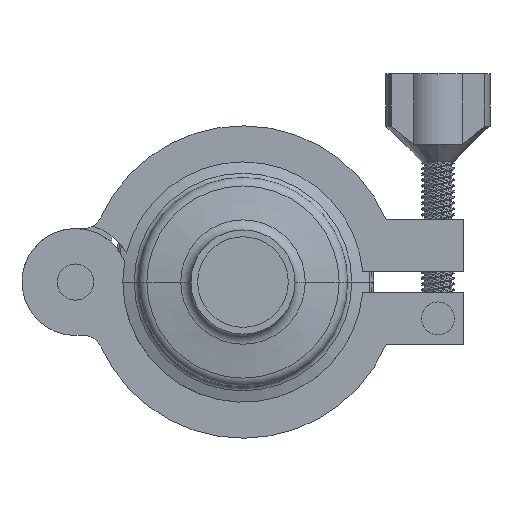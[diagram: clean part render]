
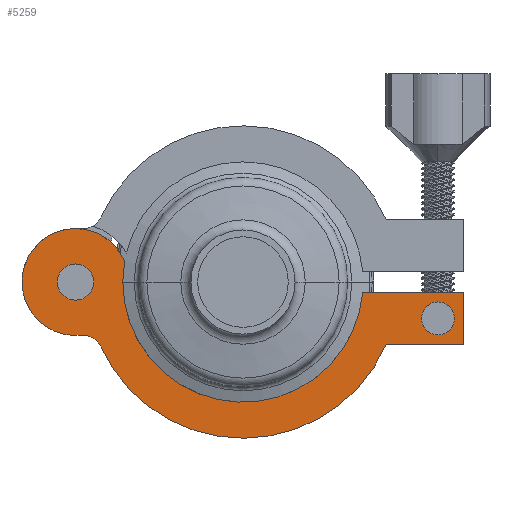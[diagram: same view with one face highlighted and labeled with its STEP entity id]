
A CAD part, front view. The second image highlights one B-rep face of the part: STEP entity #5259.
In plain terms, the highlighted planar face has unit normal (0, -1, 0).
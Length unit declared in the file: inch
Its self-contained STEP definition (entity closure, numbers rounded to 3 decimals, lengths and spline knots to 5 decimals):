
#90 = DIRECTION ( 'NONE',  ( 1., 0., 0. ) ) ;
#117 = CARTESIAN_POINT ( 'NONE',  ( 0., -0.33763, 0. ) ) ;
#165 = AXIS2_PLACEMENT_3D ( 'NONE', #10716, #4472, #90 ) ;
#219 = VERTEX_POINT ( 'NONE', #8784 ) ;
#228 = ORIENTED_EDGE ( 'NONE', *, *, #1917, .T. ) ;
#265 = DIRECTION ( 'NONE',  ( 0., -1., 0. ) ) ;
#293 = VERTEX_POINT ( 'NONE', #7299 ) ;
#326 = VECTOR ( 'NONE', #5186, 39.37008 ) ;
#339 = PLANE ( 'NONE',  #2242 ) ;
#459 = CARTESIAN_POINT ( 'NONE',  ( -1.60897, -0.33763, 0. ) ) ;
#579 = DIRECTION ( 'NONE',  ( 1., 0., 0. ) ) ;
#721 = EDGE_CURVE ( 'NONE', #11275, #219, #1355, .T. ) ;
#755 = LINE ( 'NONE', #1859, #326 ) ;
#959 = VERTEX_POINT ( 'NONE', #10591 ) ;
#1004 = DIRECTION ( 'NONE',  ( 0., 0., -1. ) ) ;
#1049 = DIRECTION ( 'NONE',  ( 1., 0., 0. ) ) ;
#1200 = AXIS2_PLACEMENT_3D ( 'NONE', #2840, #8960, #8994 ) ;
#1206 = CARTESIAN_POINT ( 'NONE',  ( 1.14966, -0.33763, -0.1 ) ) ;
#1281 = DIRECTION ( 'NONE',  ( 0., -1., 0. ) ) ;
#1352 = VERTEX_POINT ( 'NONE', #5294 ) ;
#1355 = CIRCLE ( 'NONE', #1200, 0.17409 ) ;
#1390 = EDGE_CURVE ( 'NONE', #1352, #7744, #6521, .T. ) ;
#1424 = CARTESIAN_POINT ( 'NONE',  ( -2.122, -0.33763, 0. ) ) ;
#1547 = FACE_OUTER_BOUND ( 'NONE', #4361, .T. ) ;
#1629 = ORIENTED_EDGE ( 'NONE', *, *, #3131, .T. ) ;
#1691 = VECTOR ( 'NONE', #2911, 39.37008 ) ;
#1790 = ORIENTED_EDGE ( 'NONE', *, *, #2031, .T. ) ;
#1792 = EDGE_LOOP ( 'NONE', ( #8675, #2477 ) ) ;
#1859 = CARTESIAN_POINT ( 'NONE',  ( 2.122, -0.33763, -0.6 ) ) ;
#1917 = EDGE_CURVE ( 'NONE', #5915, #6868, #10104, .T. ) ;
#1965 = AXIS2_PLACEMENT_3D ( 'NONE', #4645, #8116, #6463 ) ;
#1967 = EDGE_CURVE ( 'NONE', #9048, #9697, #11062, .T. ) ;
#2031 = EDGE_CURVE ( 'NONE', #4668, #9048, #8077, .T. ) ;
#2139 = CARTESIAN_POINT ( 'NONE',  ( -1.60897, -0.33763, 0. ) ) ;
#2242 = AXIS2_PLACEMENT_3D ( 'NONE', #7500, #7350, #3012 ) ;
#2244 = EDGE_CURVE ( 'NONE', #7744, #1352, #5709, .T. ) ;
#2327 = DIRECTION ( 'NONE',  ( 0., 0., 1. ) ) ;
#2477 = ORIENTED_EDGE ( 'NONE', *, *, #721, .F. ) ;
#2505 = AXIS2_PLACEMENT_3D ( 'NONE', #2139, #1281, #2881 ) ;
#2821 = CARTESIAN_POINT ( 'NONE',  ( -1.36287, -0.33763, -0.62657 ) ) ;
#2840 = CARTESIAN_POINT ( 'NONE',  ( -1.60897, -0.33763, 0. ) ) ;
#2881 = DIRECTION ( 'NONE',  ( 1., 0., 0. ) ) ;
#2911 = DIRECTION ( 'NONE',  ( 1., 0., 0. ) ) ;
#3012 = DIRECTION ( 'NONE',  ( 1., 0., 0. ) ) ;
#3077 = CARTESIAN_POINT ( 'NONE',  ( 1.872, -0.33763, -0.35 ) ) ;
#3115 = CARTESIAN_POINT ( 'NONE',  ( 1.37477, -0.33763, -0.6 ) ) ;
#3131 = EDGE_CURVE ( 'NONE', #293, #959, #5017, .T. ) ;
#3228 = ORIENTED_EDGE ( 'NONE', *, *, #1390, .T. ) ;
#3238 = EDGE_CURVE ( 'NONE', #9697, #5915, #5967, .T. ) ;
#4032 = EDGE_CURVE ( 'NONE', #219, #11275, #5007, .T. ) ;
#4356 = CARTESIAN_POINT ( 'NONE',  ( -1.60897, -0.33763, 0.17409 ) ) ;
#4361 = EDGE_LOOP ( 'NONE', ( #7046, #1790, #4584, #6344, #228, #9926, #1629, #11253 ) ) ;
#4472 = DIRECTION ( 'NONE',  ( 0., -1., 0. ) ) ;
#4480 = EDGE_CURVE ( 'NONE', #6868, #293, #755, .T. ) ;
#4584 = ORIENTED_EDGE ( 'NONE', *, *, #1967, .T. ) ;
#4604 = VECTOR ( 'NONE', #2327, 39.37008 ) ;
#4645 = CARTESIAN_POINT ( 'NONE',  ( -1.60897, -0.33763, 0. ) ) ;
#4668 = VERTEX_POINT ( 'NONE', #6842 ) ;
#5007 = CIRCLE ( 'NONE', #1965, 0.17409 ) ;
#5017 = LINE ( 'NONE', #7426, #4604 ) ;
#5079 = EDGE_CURVE ( 'NONE', #8669, #959, #8029, .T. ) ;
#5186 = DIRECTION ( 'NONE',  ( 1., 0., 0. ) ) ;
#5225 = CARTESIAN_POINT ( 'NONE',  ( -1.54458, -0.33763, -0.71011 ) ) ;
#5259 = ADVANCED_FACE ( 'NONE', ( #5930, #1547, #7168 ), #339, .T. ) ;
#5294 = CARTESIAN_POINT ( 'NONE',  ( 1.872, -0.33763, -0.50833 ) ) ;
#5329 = DIRECTION ( 'NONE',  ( 0., 1., 0. ) ) ;
#5453 = AXIS2_PLACEMENT_3D ( 'NONE', #459, #6657, #579 ) ;
#5709 = CIRCLE ( 'NONE', #10317, 0.15833 ) ;
#5817 = AXIS2_PLACEMENT_3D ( 'NONE', #6240, #9706, #1004 ) ;
#5915 = VERTEX_POINT ( 'NONE', #2821 ) ;
#5930 = FACE_BOUND ( 'NONE', #11395, .T. ) ;
#5967 = CIRCLE ( 'NONE', #7514, 0.2 ) ;
#6111 = CARTESIAN_POINT ( 'NONE',  ( 1.14966, -0.33763, -0.1 ) ) ;
#6240 = CARTESIAN_POINT ( 'NONE',  ( 1.872, -0.33763, -0.35 ) ) ;
#6344 = ORIENTED_EDGE ( 'NONE', *, *, #3238, .T. ) ;
#6463 = DIRECTION ( 'NONE',  ( 0., 0., -1. ) ) ;
#6521 = CIRCLE ( 'NONE', #5817, 0.15833 ) ;
#6657 = DIRECTION ( 'NONE',  ( 0., -1., 0. ) ) ;
#6842 = CARTESIAN_POINT ( 'NONE',  ( -1.13654, -0.33763, 0.2 ) ) ;
#6868 = VERTEX_POINT ( 'NONE', #3115 ) ;
#6958 = EDGE_CURVE ( 'NONE', #4668, #8669, #10978, .T. ) ;
#7046 = ORIENTED_EDGE ( 'NONE', *, *, #6958, .F. ) ;
#7168 = FACE_BOUND ( 'NONE', #1792, .T. ) ;
#7299 = CARTESIAN_POINT ( 'NONE',  ( 2.122, -0.33763, -0.6 ) ) ;
#7350 = DIRECTION ( 'NONE',  ( 0., -1., 0. ) ) ;
#7426 = CARTESIAN_POINT ( 'NONE',  ( 2.122, -0.33763, -0.1 ) ) ;
#7500 = CARTESIAN_POINT ( 'NONE',  ( -1.154, -0.33763, 0. ) ) ;
#7514 = AXIS2_PLACEMENT_3D ( 'NONE', #5225, #5329, #11346 ) ;
#7582 = CARTESIAN_POINT ( 'NONE',  ( 1.872, -0.33763, -0.19167 ) ) ;
#7608 = AXIS2_PLACEMENT_3D ( 'NONE', #117, #265, #1049 ) ;
#7744 = VERTEX_POINT ( 'NONE', #7582 ) ;
#7977 = CARTESIAN_POINT ( 'NONE',  ( -1.56264, -0.33763, -0.51093 ) ) ;
#8029 = LINE ( 'NONE', #1206, #1691 ) ;
#8077 = CIRCLE ( 'NONE', #5453, 0.51303 ) ;
#8116 = DIRECTION ( 'NONE',  ( 0., -1., 0. ) ) ;
#8669 = VERTEX_POINT ( 'NONE', #6111 ) ;
#8675 = ORIENTED_EDGE ( 'NONE', *, *, #4032, .F. ) ;
#8784 = CARTESIAN_POINT ( 'NONE',  ( -1.60897, -0.33763, -0.17409 ) ) ;
#8960 = DIRECTION ( 'NONE',  ( 0., -1., 0. ) ) ;
#8994 = DIRECTION ( 'NONE',  ( 0., 0., -1. ) ) ;
#9048 = VERTEX_POINT ( 'NONE', #1424 ) ;
#9272 = DIRECTION ( 'NONE',  ( 0., 1., 0. ) ) ;
#9697 = VERTEX_POINT ( 'NONE', #7977 ) ;
#9706 = DIRECTION ( 'NONE',  ( 0., 1., 0. ) ) ;
#9792 = ORIENTED_EDGE ( 'NONE', *, *, #2244, .T. ) ;
#9926 = ORIENTED_EDGE ( 'NONE', *, *, #4480, .T. ) ;
#10104 = CIRCLE ( 'NONE', #165, 1.5 ) ;
#10225 = DIRECTION ( 'NONE',  ( 0., 0., -1. ) ) ;
#10317 = AXIS2_PLACEMENT_3D ( 'NONE', #3077, #9272, #10225 ) ;
#10591 = CARTESIAN_POINT ( 'NONE',  ( 2.122, -0.33763, -0.1 ) ) ;
#10716 = CARTESIAN_POINT ( 'NONE',  ( 0., -0.33763, 0. ) ) ;
#10978 = CIRCLE ( 'NONE', #7608, 1.154 ) ;
#11062 = CIRCLE ( 'NONE', #2505, 0.51303 ) ;
#11253 = ORIENTED_EDGE ( 'NONE', *, *, #5079, .F. ) ;
#11275 = VERTEX_POINT ( 'NONE', #4356 ) ;
#11346 = DIRECTION ( 'NONE',  ( 1., 0., 0. ) ) ;
#11395 = EDGE_LOOP ( 'NONE', ( #3228, #9792 ) ) ;
